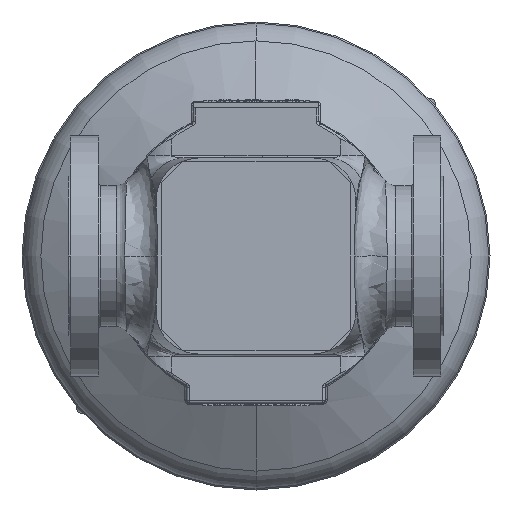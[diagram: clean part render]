
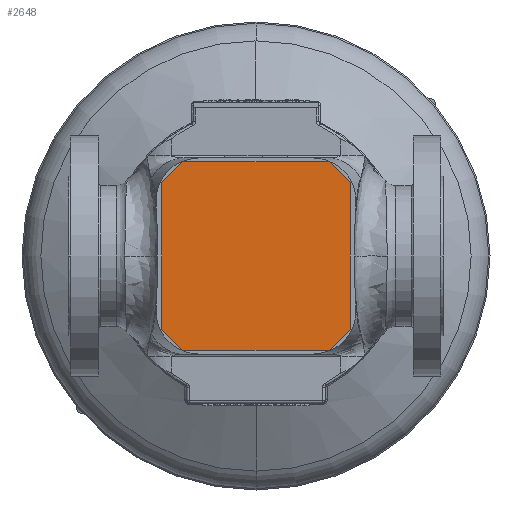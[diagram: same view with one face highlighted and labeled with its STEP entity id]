
A CAD part, front view. The second image highlights one B-rep face of the part: STEP entity #2648.
In plain terms, the highlighted planar face has unit normal (0, -1, 0).
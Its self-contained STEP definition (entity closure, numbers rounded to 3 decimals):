
#236 = LINE ( 'NONE', #34307, #30599 ) ;
#270 = EDGE_CURVE ( 'Defeature ausgef�hrt1_184+Defeature ausgef�hrt1_179+Defeature ausgef�hrt1_178+Defeature ausgef�hrt1_180', #5207, #24268, #236, .T. ) ;
#407 = CIRCLE ( 'NONE', #8319, 95. ) ;
#691 = VERTEX_POINT ( 'NONE', #30903 ) ;
#718 = CIRCLE ( 'NONE', #2772, 95. ) ;
#736 = DIRECTION ( 'NONE',  ( -1., 0., 0. ) ) ;
#752 = DIRECTION ( 'NONE',  ( 0., 0., -1. ) ) ;
#1176 = LINE ( 'NONE', #34822, #30606 ) ;
#2099 = LINE ( 'NONE', #16761, #31547 ) ;
#2581 = DIRECTION ( 'NONE',  ( -1., 0., 0. ) ) ;
#2648 = ADVANCED_FACE ( 'Defeature ausgef�hrt1_184', ( #33636 ), #20147, .T. ) ;
#2772 = AXIS2_PLACEMENT_3D ( 'NONE', #24731, #7097, #27669 ) ;
#2872 = ORIENTED_EDGE ( 'NONE', *, *, #34035, .T. ) ;
#2943 = AXIS2_PLACEMENT_3D ( 'NONE', #9218, #29741, #12171 ) ;
#3588 = CARTESIAN_POINT ( 'NONE',  ( 0., -88.5, 0. ) ) ;
#4172 = EDGE_CURVE ( 'Defeature ausgef�hrt1_184+Defeature ausgef�hrt1_178+Defeature ausgef�hrt1_177+Defeature ausgef�hrt1_179', #33534, #5207, #6515, .T. ) ;
#4544 = CARTESIAN_POINT ( 'NONE',  ( 75., -88.5, 58.31 ) ) ;
#5207 = VERTEX_POINT ( 'NONE', #23696 ) ;
#6240 = EDGE_CURVE ( 'Defeature ausgef�hrt1_184+Defeature ausgef�hrt1_180+Defeature ausgef�hrt1_179+Defeature ausgef�hrt1_181', #24268, #691, #28036, .T. ) ;
#6324 = AXIS2_PLACEMENT_3D ( 'NONE', #16524, #9327, #17699 ) ;
#6515 = CIRCLE ( 'NONE', #29730, 95. ) ;
#6534 = DIRECTION ( 'NONE',  ( -1., 0., 0. ) ) ;
#7097 = DIRECTION ( 'NONE',  ( 0., -1., 0. ) ) ;
#7132 = CARTESIAN_POINT ( 'NONE',  ( -75., -88.5, 58.31 ) ) ;
#7354 = ORIENTED_EDGE ( 'NONE', *, *, #8291, .T. ) ;
#8291 = EDGE_CURVE ( 'Defeature ausgef�hrt1_184+Defeature ausgef�hrt1_181+Defeature ausgef�hrt1_180+Defeature ausgef�hrt1_182', #691, #13455, #1176, .T. ) ;
#8319 = AXIS2_PLACEMENT_3D ( 'NONE', #3588, #24165, #6534 ) ;
#8660 = VECTOR ( 'NONE', #752, 1000. ) ;
#9218 = CARTESIAN_POINT ( 'NONE',  ( 0., -88.5, 0. ) ) ;
#9327 = DIRECTION ( 'NONE',  ( 0., -1., 0. ) ) ;
#10819 = DIRECTION ( 'NONE',  ( 0., 0., 1. ) ) ;
#11858 = ORIENTED_EDGE ( 'NONE', *, *, #21898, .T. ) ;
#12171 = DIRECTION ( 'NONE',  ( -1., 0., 0. ) ) ;
#13411 = CARTESIAN_POINT ( 'NONE',  ( -75., -88.5, -58.31 ) ) ;
#13455 = VERTEX_POINT ( 'NONE', #17040 ) ;
#14426 = ORIENTED_EDGE ( 'NONE', *, *, #6240, .T. ) ;
#15429 = EDGE_CURVE ( 'Defeature ausgef�hrt1_184+Defeature ausgef�hrt1_177+Defeature ausgef�hrt1_176+Defeature ausgef�hrt1_178', #18731, #33534, #2099, .T. ) ;
#16524 = CARTESIAN_POINT ( 'NONE',  ( 0., -88.5, 0. ) ) ;
#16669 = VERTEX_POINT ( 'NONE', #7132 ) ;
#16761 = CARTESIAN_POINT ( 'NONE',  ( 58.31, -88.5, -75. ) ) ;
#17040 = CARTESIAN_POINT ( 'NONE',  ( -58.31, -88.5, 75. ) ) ;
#17681 = ORIENTED_EDGE ( 'NONE', *, *, #26783, .T. ) ;
#17699 = DIRECTION ( 'NONE',  ( -1., 0., 0. ) ) ;
#18346 = DIRECTION ( 'NONE',  ( 0., -1., 0. ) ) ;
#18731 = VERTEX_POINT ( 'NONE', #24322 ) ;
#20147 = PLANE ( 'NONE',  #6324 ) ;
#21320 = CARTESIAN_POINT ( 'NONE',  ( -75., -88.5, -58.31 ) ) ;
#21395 = CARTESIAN_POINT ( 'NONE',  ( 58.31, -88.5, -75. ) ) ;
#21898 = EDGE_CURVE ( 'Defeature ausgef�hrt1_184+Defeature ausgef�hrt1_183+Defeature ausgef�hrt1_182+Defeature ausgef�hrt1_176', #16669, #36937, #32087, .T. ) ;
#23696 = CARTESIAN_POINT ( 'NONE',  ( 75., -88.5, -58.31 ) ) ;
#24165 = DIRECTION ( 'NONE',  ( 0., -1., 0. ) ) ;
#24268 = VERTEX_POINT ( 'NONE', #4544 ) ;
#24322 = CARTESIAN_POINT ( 'NONE',  ( -58.31, -88.5, -75. ) ) ;
#24731 = CARTESIAN_POINT ( 'NONE',  ( 0., -88.5, 0. ) ) ;
#26783 = EDGE_CURVE ( 'Defeature ausgef�hrt1_184+Defeature ausgef�hrt1_182+Defeature ausgef�hrt1_181+Defeature ausgef�hrt1_183', #13455, #16669, #407, .T. ) ;
#27669 = DIRECTION ( 'NONE',  ( -1., 0., 0. ) ) ;
#28036 = CIRCLE ( 'NONE', #2943, 95. ) ;
#29730 = AXIS2_PLACEMENT_3D ( 'NONE', #35892, #18346, #736 ) ;
#29741 = DIRECTION ( 'NONE',  ( 0., -1., 0. ) ) ;
#30599 = VECTOR ( 'NONE', #10819, 1000. ) ;
#30606 = VECTOR ( 'NONE', #2581, 1000. ) ;
#30903 = CARTESIAN_POINT ( 'NONE',  ( 58.31, -88.5, 75. ) ) ;
#31547 = VECTOR ( 'NONE', #34447, 1000. ) ;
#32087 = LINE ( 'NONE', #21320, #8660 ) ;
#33534 = VERTEX_POINT ( 'NONE', #21395 ) ;
#33636 = FACE_OUTER_BOUND ( 'NONE', #34341, .T. ) ;
#34035 = EDGE_CURVE ( 'Defeature ausgef�hrt1_184+Defeature ausgef�hrt1_176+Defeature ausgef�hrt1_183+Defeature ausgef�hrt1_177', #36937, #18731, #718, .T. ) ;
#34288 = ORIENTED_EDGE ( 'NONE', *, *, #270, .T. ) ;
#34307 = CARTESIAN_POINT ( 'NONE',  ( 75., -88.5, -58.31 ) ) ;
#34341 = EDGE_LOOP ( 'NONE', ( #2872, #37752, #36976, #34288, #14426, #7354, #17681, #11858 ) ) ;
#34447 = DIRECTION ( 'NONE',  ( 1., 0., 0. ) ) ;
#34822 = CARTESIAN_POINT ( 'NONE',  ( 58.31, -88.5, 75. ) ) ;
#35892 = CARTESIAN_POINT ( 'NONE',  ( 0., -88.5, 0. ) ) ;
#36937 = VERTEX_POINT ( 'NONE', #13411 ) ;
#36976 = ORIENTED_EDGE ( 'NONE', *, *, #4172, .T. ) ;
#37752 = ORIENTED_EDGE ( 'NONE', *, *, #15429, .T. ) ;
